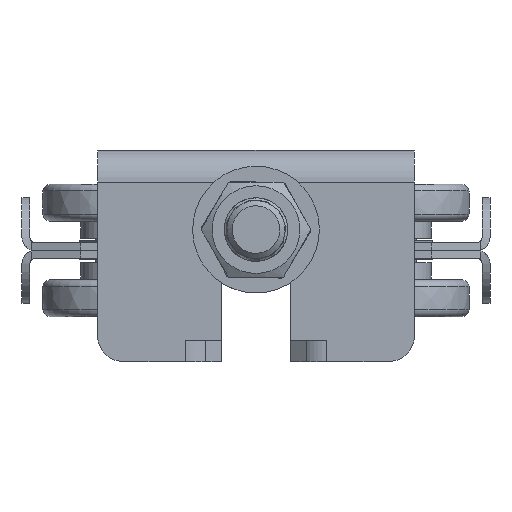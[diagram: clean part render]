
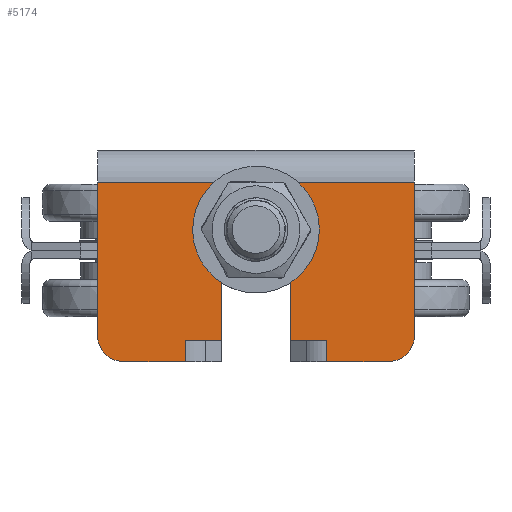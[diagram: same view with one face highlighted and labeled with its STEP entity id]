
A CAD part, front view. The second image highlights one B-rep face of the part: STEP entity #5174.
In plain terms, the highlighted planar face has unit normal (0, -1, 0).
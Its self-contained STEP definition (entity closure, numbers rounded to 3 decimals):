
#4649=CARTESIAN_POINT('',(-28.,-6.,60.0));
#4650=VERTEX_POINT('',#4649);
#4657=CARTESIAN_POINT('',(1.,-6.,60.0));
#4658=VERTEX_POINT('',#4657);
#4659=CARTESIAN_POINT('',(1.,-6.,60.0));
#4660=DIRECTION('',(-1.0,0.0,0.0));
#4661=VECTOR('',#4660,29.);
#4662=LINE('',#4659,#4661);
#4663=EDGE_CURVE('',#4658,#4650,#4662,.T.);
#4902=CARTESIAN_POINT('',(1.,-6.,0.0));
#4903=VERTEX_POINT('',#4902);
#4911=CARTESIAN_POINT('',(-28.,-6.,0.0));
#4912=VERTEX_POINT('',#4911);
#4913=CARTESIAN_POINT('',(-28.,-6.,0.0));
#4914=DIRECTION('',(1.0,0.0,0.0));
#4915=VECTOR('',#4914,29.);
#4916=LINE('',#4913,#4915);
#4917=EDGE_CURVE('',#4912,#4903,#4916,.T.);
#4985=CARTESIAN_POINT('',(-33.,-6.,43.426));
#4986=VERTEX_POINT('',#4985);
#5004=CARTESIAN_POINT('',(-29.,-6.,43.426));
#5005=VERTEX_POINT('',#5004);
#5013=CARTESIAN_POINT('',(-29.,-6.,43.426));
#5014=DIRECTION('',(-1.0,0.0,0.0));
#5015=VECTOR('',#5014,4.0);
#5016=LINE('',#5013,#5015);
#5017=EDGE_CURVE('',#5005,#4986,#5016,.T.);
#5028=CARTESIAN_POINT('',(-33.,-6.,55.0));
#5029=VERTEX_POINT('',#5028);
#5030=CARTESIAN_POINT('',(-33.,-6.,43.426));
#5031=DIRECTION('',(0.0,0.0,1.0));
#5032=VECTOR('',#5031,11.574);
#5033=LINE('',#5030,#5032);
#5034=EDGE_CURVE('',#4986,#5029,#5033,.T.);
#5086=CARTESIAN_POINT('',(1.,-6.,0.0));
#5087=DIRECTION('',(0.0,-1.0,0.0));
#5088=DIRECTION('',(0.0,0.0,-1.0));
#5089=AXIS2_PLACEMENT_3D('',#5086,#5087,#5088);
#5090=PLANE('',#5089);
#5091=ORIENTED_EDGE('',*,*,#5017,.F.);
#5092=CARTESIAN_POINT('',(-29.,-6.,36.5));
#5093=VERTEX_POINT('',#5092);
#5094=CARTESIAN_POINT('',(-29.,-6.,36.5));
#5095=DIRECTION('',(0.0,0.0,1.0));
#5096=VECTOR('',#5095,6.926);
#5097=LINE('',#5094,#5096);
#5098=EDGE_CURVE('',#5093,#5005,#5097,.T.);
#5099=ORIENTED_EDGE('',*,*,#5098,.F.);
#5100=CARTESIAN_POINT('',(-8.,-6.,36.5));
#5101=VERTEX_POINT('',#5100);
#5102=CARTESIAN_POINT('',(-29.,-6.,36.5));
#5103=DIRECTION('',(1.0,0.0,0.0));
#5104=VECTOR('',#5103,21.0);
#5105=LINE('',#5102,#5104);
#5106=EDGE_CURVE('',#5093,#5101,#5105,.T.);
#5107=ORIENTED_EDGE('',*,*,#5106,.T.);
#5108=CARTESIAN_POINT('',(-8.,-6.,23.5));
#5109=VERTEX_POINT('',#5108);
#5110=CARTESIAN_POINT('',(-8.,-6.,30.0));
#5111=DIRECTION('',(0.0,1.0,0.0));
#5112=DIRECTION('',(0.0,0.0,-1.0));
#5113=AXIS2_PLACEMENT_3D('',#5110,#5111,#5112);
#5114=CIRCLE('',#5113,6.5);
#5115=EDGE_CURVE('',#5101,#5109,#5114,.T.);
#5116=ORIENTED_EDGE('',*,*,#5115,.T.);
#5117=CARTESIAN_POINT('',(-29.,-6.,23.5));
#5118=VERTEX_POINT('',#5117);
#5119=CARTESIAN_POINT('',(-8.,-6.,23.5));
#5120=DIRECTION('',(-1.0,0.0,0.0));
#5121=VECTOR('',#5120,21.0);
#5122=LINE('',#5119,#5121);
#5123=EDGE_CURVE('',#5109,#5118,#5122,.T.);
#5124=ORIENTED_EDGE('',*,*,#5123,.T.);
#5125=CARTESIAN_POINT('',(-29.,-6.,16.574));
#5126=VERTEX_POINT('',#5125);
#5127=CARTESIAN_POINT('',(-29.,-6.,16.574));
#5128=DIRECTION('',(0.0,0.0,1.0));
#5129=VECTOR('',#5128,6.926);
#5130=LINE('',#5127,#5129);
#5131=EDGE_CURVE('',#5126,#5118,#5130,.T.);
#5132=ORIENTED_EDGE('',*,*,#5131,.F.);
#5133=CARTESIAN_POINT('',(-33.,-6.,16.574));
#5134=VERTEX_POINT('',#5133);
#5135=CARTESIAN_POINT('',(-33.,-6.,16.574));
#5136=DIRECTION('',(1.0,0.0,0.0));
#5137=VECTOR('',#5136,4.);
#5138=LINE('',#5135,#5137);
#5139=EDGE_CURVE('',#5134,#5126,#5138,.T.);
#5140=ORIENTED_EDGE('',*,*,#5139,.F.);
#5141=CARTESIAN_POINT('',(-33.,-6.,5.0));
#5142=VERTEX_POINT('',#5141);
#5143=CARTESIAN_POINT('',(-33.,-6.,5.0));
#5144=DIRECTION('',(0.0,0.0,1.0));
#5145=VECTOR('',#5144,11.574);
#5146=LINE('',#5143,#5145);
#5147=EDGE_CURVE('',#5142,#5134,#5146,.T.);
#5148=ORIENTED_EDGE('',*,*,#5147,.F.);
#5149=CARTESIAN_POINT('',(-28.,-6.,5.0));
#5150=DIRECTION('',(0.0,1.,0.0));
#5151=DIRECTION('',(-0.707,0.0,-0.707));
#5152=AXIS2_PLACEMENT_3D('',#5149,#5150,#5151);
#5153=CIRCLE('',#5152,5.);
#5154=EDGE_CURVE('',#4912,#5142,#5153,.T.);
#5155=ORIENTED_EDGE('',*,*,#5154,.F.);
#5156=ORIENTED_EDGE('',*,*,#4917,.T.);
#5157=CARTESIAN_POINT('',(1.,-6.,0.0));
#5158=DIRECTION('',(0.0,0.0,1.0));
#5159=VECTOR('',#5158,60.0);
#5160=LINE('',#5157,#5159);
#5161=EDGE_CURVE('',#4903,#4658,#5160,.T.);
#5162=ORIENTED_EDGE('',*,*,#5161,.T.);
#5163=ORIENTED_EDGE('',*,*,#4663,.T.);
#5164=CARTESIAN_POINT('',(-28.,-6.,55.0));
#5165=DIRECTION('',(0.0,1.,0.0));
#5166=DIRECTION('',(-0.707,0.0,0.707));
#5167=AXIS2_PLACEMENT_3D('',#5164,#5165,#5166);
#5168=CIRCLE('',#5167,5.);
#5169=EDGE_CURVE('',#5029,#4650,#5168,.T.);
#5170=ORIENTED_EDGE('',*,*,#5169,.F.);
#5171=ORIENTED_EDGE('',*,*,#5034,.F.);
#5172=EDGE_LOOP('',(#5091,#5099,#5107,#5116,#5124,#5132,#5140,#5148,#5155,#5156,#5162,#5163,#5170,#5171));
#5173=FACE_OUTER_BOUND('',#5172,.T.);
#5174=ADVANCED_FACE('',(#5173),#5090,.T.);
